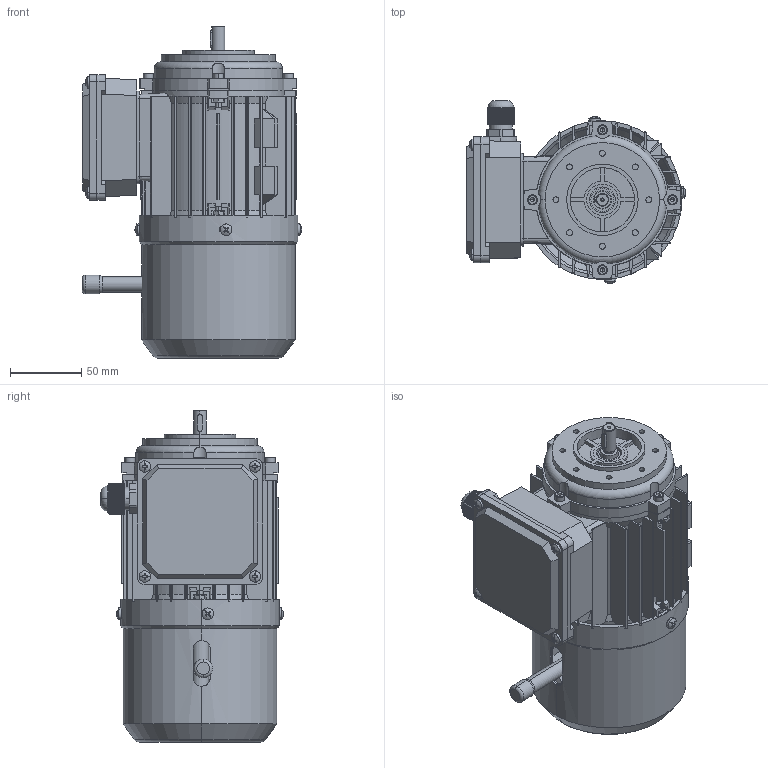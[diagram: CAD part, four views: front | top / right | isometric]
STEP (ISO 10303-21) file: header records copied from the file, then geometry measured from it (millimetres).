
FILE_DESCRIPTION (( 'STEP AP203' ), '1' );
FILE_NAME ('MSB56 B14俋倛芞.STEP', '2012-12-30T05:31:36', ( 'USER' ), ( 'MS' ), 'SwSTEP 2.0', 'SolidWorks 2008', '' );
FILE_SCHEMA (( 'CONFIG_CONTROL_DESIGN' ));
Length unit declared in the file: millimetre
Products named in the file (14): MSB56后盖_默认; MS56 风罩螺钉M4×5_GB_CROSS_SCREWS_TYPE1 M4X5-5  H type-N; MS56 B14端盖_默认; MSB56 B14俋倛芞; MS56 机壳_默认; MS56 新接线盒座_默认; MS56 新接线盒盖_默认; MS56 油封_默认; MS56 陔諉盄碟裔蹟隊_GB_CROSS_SCREWS_TYPE1 M4X8-8  H type-N; MS56 风叶_默认; 出线螺套M16_默认; MS56 儂褲蹟譫_GB_FASTENER_NUT_SNAB1 M4-N; MS56 端盖螺钉M4×20_GB_FASTENER_SCREWS_HSHCS M4X20-N; MSB56 风罩_默认
Assembly tree (32 placements, depth 2):
  MSB56 B14俋倛芞
    MS56 儂褲蹟譫_GB_FASTENER_NUT_SNAB1 M4-N  x7
    MS56 风叶_默认
    MS56 新接线盒座_默认
    MS56 端盖螺钉M4×20_GB_FASTENER_SCREWS_HSHCS M4X20-N  x8
    MS56 风罩螺钉M4×5_GB_CROSS_SCREWS_TYPE1 M4X5-5  H type-N  x4
    MS56 陔諉盄碟裔蹟隊_GB_CROSS_SCREWS_TYPE1 M4X8-8  H type-N  x4
    MSB56 风罩_默认
    MS56 B14端盖_默认
    MS56 油封_默认
    MS56 机壳_默认
    出线螺套M16_默认
    MSB56后盖_默认
    MS56 新接线盒盖_默认
Bounding box: 153.67 x 127.92 x 232.27 mm (x, y, z)
Volume: 398388.4 mm3; surface area: 406166.8 mm2
Topology: 35 solids, 35 shells, 2533 faces, 6864 edges, 4441 vertices
Faces by surface type: plane 1699, cylinder 540, cone 205, torus 57, sphere 16, bspline 16
Entity records: 72671 total; most frequent: CARTESIAN_POINT 16820, ORIENTED_EDGE 11652, DIRECTION 10534, EDGE_CURVE 5826, VECTOR 3874, LINE 3874, VERTEX_POINT 3802, AXIS2_PLACEMENT_3D 3330
